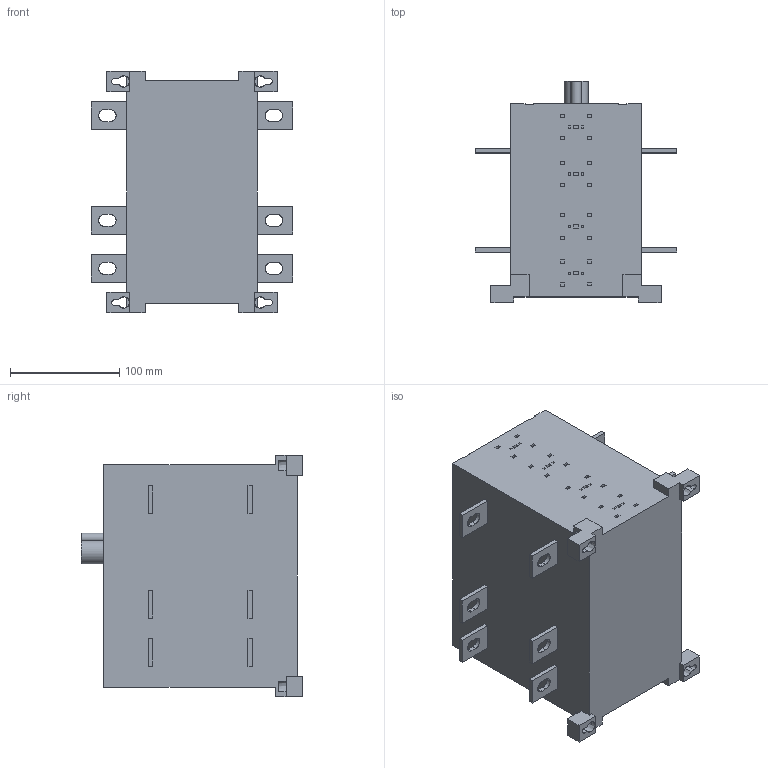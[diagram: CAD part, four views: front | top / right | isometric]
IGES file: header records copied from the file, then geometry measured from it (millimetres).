
Global section: file name: OT315-400E12C.igs; preprocessor: I-DEAS 3D IGES Translator 11; date: 20110427.091643; units: millimetre
Bounding box: 185 x 202.5 x 221 mm (x, y, z)
Volume: 4391106.9 mm3; surface area: 199703.7 mm2
Topology: 1 solids, 1 shells, 481 faces, 1261 edges, 880 vertices
Faces by surface type: bspline 481
